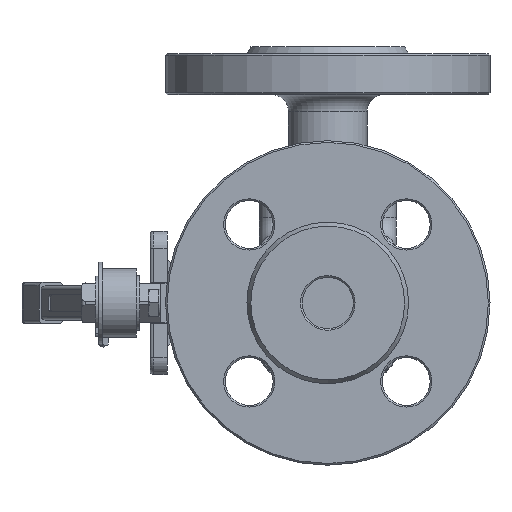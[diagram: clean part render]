
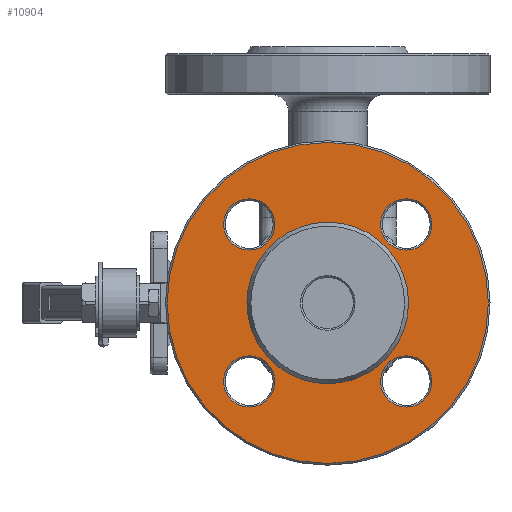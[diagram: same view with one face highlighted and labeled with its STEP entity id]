
A CAD part, left-side view. The second image highlights one B-rep face of the part: STEP entity #10904.
In plain terms, the highlighted planar face has unit normal (-1, 0, 0).
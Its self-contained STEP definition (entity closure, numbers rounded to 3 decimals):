
#350=FACE_BOUND('',#3373,.T.);
#351=FACE_BOUND('',#3374,.T.);
#352=FACE_BOUND('',#3375,.T.);
#353=FACE_BOUND('',#3376,.T.);
#354=FACE_BOUND('',#3377,.T.);
#2705=FACE_OUTER_BOUND('',#3372,.T.);
#3372=EDGE_LOOP('',(#8044));
#3373=EDGE_LOOP('',(#8045));
#3374=EDGE_LOOP('',(#8046));
#3375=EDGE_LOOP('',(#8047));
#3376=EDGE_LOOP('',(#8048));
#3377=EDGE_LOOP('',(#8049));
#4024=CIRCLE('',#11902,23.655);
#4027=CIRCLE('',#11907,7.5);
#4029=CIRCLE('',#11911,7.5);
#4033=CIRCLE('',#11920,7.5);
#4035=CIRCLE('',#11924,7.5);
#4036=CIRCLE('',#11926,47.);
#4705=VERTEX_POINT('',#18010);
#4708=VERTEX_POINT('',#18020);
#4710=VERTEX_POINT('',#18028);
#4714=VERTEX_POINT('',#18045);
#4716=VERTEX_POINT('',#18053);
#4717=VERTEX_POINT('',#18057);
#5915=EDGE_CURVE('',#4705,#4705,#4024,.T.);
#5920=EDGE_CURVE('',#4708,#4708,#4027,.T.);
#5924=EDGE_CURVE('',#4710,#4710,#4029,.T.);
#5932=EDGE_CURVE('',#4714,#4714,#4033,.T.);
#5936=EDGE_CURVE('',#4716,#4716,#4035,.T.);
#5938=EDGE_CURVE('',#4717,#4717,#4036,.T.);
#8044=ORIENTED_EDGE('',*,*,#5938,.F.);
#8045=ORIENTED_EDGE('',*,*,#5936,.F.);
#8046=ORIENTED_EDGE('',*,*,#5924,.F.);
#8047=ORIENTED_EDGE('',*,*,#5915,.F.);
#8048=ORIENTED_EDGE('',*,*,#5920,.F.);
#8049=ORIENTED_EDGE('',*,*,#5932,.F.);
#9896=PLANE('',#11925);
#10904=ADVANCED_FACE('',(#2705,#350,#351,#352,#353,#354),#9896,.T.);
#11902=AXIS2_PLACEMENT_3D('',#18011,#13800,#13801);
#11907=AXIS2_PLACEMENT_3D('',#18021,#13812,#13813);
#11911=AXIS2_PLACEMENT_3D('',#18029,#13822,#13823);
#11920=AXIS2_PLACEMENT_3D('',#18046,#13844,#13845);
#11924=AXIS2_PLACEMENT_3D('',#18054,#13854,#13855);
#11925=AXIS2_PLACEMENT_3D('',#18056,#13857,#13858);
#11926=AXIS2_PLACEMENT_3D('',#18058,#13859,#13860);
#13800=DIRECTION('center_axis',(-1.,0.,0.));
#13801=DIRECTION('ref_axis',(0.,0.,-1.));
#13812=DIRECTION('center_axis',(-1.,0.,0.));
#13813=DIRECTION('ref_axis',(0.,0.,-1.));
#13822=DIRECTION('center_axis',(-1.,0.,0.));
#13823=DIRECTION('ref_axis',(0.,0.,-1.));
#13844=DIRECTION('center_axis',(-1.,0.,0.));
#13845=DIRECTION('ref_axis',(0.,0.,-1.));
#13854=DIRECTION('center_axis',(-1.,0.,0.));
#13855=DIRECTION('ref_axis',(0.,0.,-1.));
#13857=DIRECTION('center_axis',(-1.,0.,0.));
#13858=DIRECTION('ref_axis',(0.,0.,1.));
#13859=DIRECTION('center_axis',(1.,0.,0.));
#13860=DIRECTION('ref_axis',(0.,0.,-1.));
#18010=CARTESIAN_POINT('',(-73.,0.,23.655));
#18011=CARTESIAN_POINT('Origin',(-73.,0.,0.));
#18020=CARTESIAN_POINT('',(-73.,22.981,30.481));
#18021=CARTESIAN_POINT('Origin',(-73.,22.981,22.981));
#18028=CARTESIAN_POINT('',(-73.,22.981,-15.481));
#18029=CARTESIAN_POINT('Origin',(-73.,22.981,-22.981));
#18045=CARTESIAN_POINT('',(-73.,-22.981,-15.481));
#18046=CARTESIAN_POINT('Origin',(-73.,-22.981,-22.981));
#18053=CARTESIAN_POINT('',(-73.,-22.981,30.481));
#18054=CARTESIAN_POINT('Origin',(-73.,-22.981,22.981));
#18056=CARTESIAN_POINT('Origin',(-73.,0.,0.));
#18057=CARTESIAN_POINT('',(-73.,0.,47.));
#18058=CARTESIAN_POINT('Origin',(-73.,0.,0.));
